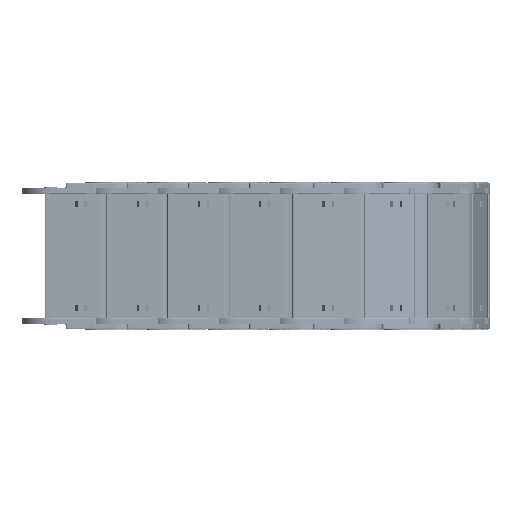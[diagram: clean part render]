
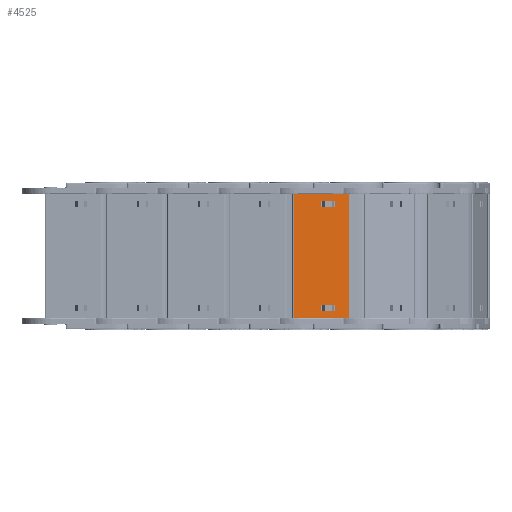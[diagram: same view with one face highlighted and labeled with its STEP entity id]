
A CAD part, front view. The second image highlights one B-rep face of the part: STEP entity #4525.
In plain terms, the highlighted face is planar.
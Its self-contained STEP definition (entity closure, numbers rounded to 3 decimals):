
#256 = CARTESIAN_POINT ( 'NONE',  ( -61.76, 143.654, 111.447 ) ) ;
#1794 = EDGE_LOOP ( 'NONE', ( #28133, #8760, #8673, #24369 ) ) ;
#1939 = EDGE_LOOP ( 'NONE', ( #14607, #6879, #3148, #30321 ) ) ;
#2649 = EDGE_CURVE ( 'NONE', #14027, #4435, #27087, .T. ) ;
#2938 = CARTESIAN_POINT ( 'NONE',  ( -61.76, 143.654, 117.747 ) ) ;
#3148 = ORIENTED_EDGE ( 'NONE', *, *, #2649, .F. ) ;
#3155 = DIRECTION ( 'NONE',  ( 0., 0., -1. ) ) ;
#3203 = VECTOR ( 'NONE', #10607, 1000. ) ;
#3370 = VECTOR ( 'NONE', #12530, 1000. ) ;
#3465 = EDGE_CURVE ( 'NONE', #30846, #9940, #27058, .T. ) ;
#4364 = FACE_OUTER_BOUND ( 'NONE', #1939, .T. ) ;
#4370 = DIRECTION ( 'NONE',  ( 0., 0., 1. ) ) ;
#4435 = VERTEX_POINT ( 'NONE', #8773 ) ;
#4525 = ADVANCED_FACE ( 'NONE', ( #29804, #4364, #25149 ), #26069, .F. ) ;
#5018 = CARTESIAN_POINT ( 'NONE',  ( -75.76, 143.654, 11.547 ) ) ;
#5974 = VECTOR ( 'NONE', #6339, 1000. ) ;
#6086 = CARTESIAN_POINT ( 'NONE',  ( -75.76, 143.654, 111.447 ) ) ;
#6337 = VECTOR ( 'NONE', #17064, 1000. ) ;
#6339 = DIRECTION ( 'NONE',  ( 0., 0., -1. ) ) ;
#6736 = CARTESIAN_POINT ( 'NONE',  ( -89.98, 143.654, -1.503 ) ) ;
#6879 = ORIENTED_EDGE ( 'NONE', *, *, #13065, .F. ) ;
#6988 = CARTESIAN_POINT ( 'NONE',  ( -58.76, 143.654, -1.503 ) ) ;
#7008 = AXIS2_PLACEMENT_3D ( 'NONE', #6988, #17897, #4370 ) ;
#7054 = VECTOR ( 'NONE', #30674, 1000. ) ;
#7152 = ORIENTED_EDGE ( 'NONE', *, *, #19952, .T. ) ;
#7292 = CARTESIAN_POINT ( 'NONE',  ( -75.76, 143.654, 11.547 ) ) ;
#7434 = VECTOR ( 'NONE', #3155, 1000. ) ;
#8001 = VECTOR ( 'NONE', #12213, 1000. ) ;
#8286 = LINE ( 'NONE', #6086, #7434 ) ;
#8514 = DIRECTION ( 'NONE',  ( 0., 0., 1. ) ) ;
#8673 = ORIENTED_EDGE ( 'NONE', *, *, #16874, .F. ) ;
#8742 = VERTEX_POINT ( 'NONE', #7292 ) ;
#8760 = ORIENTED_EDGE ( 'NONE', *, *, #12769, .F. ) ;
#8766 = CARTESIAN_POINT ( 'NONE',  ( -61.76, 143.654, 111.447 ) ) ;
#8773 = CARTESIAN_POINT ( 'NONE',  ( -89.98, 143.654, 124.497 ) ) ;
#9038 = CARTESIAN_POINT ( 'NONE',  ( -33.78, 143.654, -1.503 ) ) ;
#9182 = EDGE_CURVE ( 'NONE', #23267, #9523, #27506, .T. ) ;
#9321 = VECTOR ( 'NONE', #17435, 1000. ) ;
#9330 = CARTESIAN_POINT ( 'NONE',  ( -33.78, 143.654, 124.497 ) ) ;
#9523 = VERTEX_POINT ( 'NONE', #2938 ) ;
#9940 = VERTEX_POINT ( 'NONE', #9330 ) ;
#10087 = VECTOR ( 'NONE', #31945, 1000. ) ;
#10549 = LINE ( 'NONE', #17888, #3370 ) ;
#10607 = DIRECTION ( 'NONE',  ( 1., 0., 0. ) ) ;
#10963 = VECTOR ( 'NONE', #8514, 1000. ) ;
#11824 = VERTEX_POINT ( 'NONE', #17128 ) ;
#12213 = DIRECTION ( 'NONE',  ( 0., 0., 1. ) ) ;
#12530 = DIRECTION ( 'NONE',  ( -1., 0., 0. ) ) ;
#12769 = EDGE_CURVE ( 'NONE', #27086, #21838, #8286, .T. ) ;
#13065 = EDGE_CURVE ( 'NONE', #4435, #9940, #24823, .T. ) ;
#14027 = VERTEX_POINT ( 'NONE', #6736 ) ;
#14607 = ORIENTED_EDGE ( 'NONE', *, *, #3465, .T. ) ;
#15096 = VECTOR ( 'NONE', #27510, 1000. ) ;
#15802 = DIRECTION ( 'NONE',  ( 0., 0., 1. ) ) ;
#15944 = EDGE_LOOP ( 'NONE', ( #7152, #23744, #18452, #27281 ) ) ;
#16770 = EDGE_CURVE ( 'NONE', #21838, #23267, #22874, .T. ) ;
#16874 = EDGE_CURVE ( 'NONE', #9523, #27086, #10549, .T. ) ;
#17064 = DIRECTION ( 'NONE',  ( 1., 0., 0. ) ) ;
#17128 = CARTESIAN_POINT ( 'NONE',  ( -75.76, 143.654, 5.247 ) ) ;
#17435 = DIRECTION ( 'NONE',  ( 1., 0., 0. ) ) ;
#17888 = CARTESIAN_POINT ( 'NONE',  ( -61.76, 143.654, 117.747 ) ) ;
#17897 = DIRECTION ( 'NONE',  ( 0., 1., 0. ) ) ;
#18061 = VERTEX_POINT ( 'NONE', #18481 ) ;
#18452 = ORIENTED_EDGE ( 'NONE', *, *, #32501, .T. ) ;
#18481 = CARTESIAN_POINT ( 'NONE',  ( -61.76, 143.654, 11.547 ) ) ;
#18570 = CARTESIAN_POINT ( 'NONE',  ( -58.76, 143.654, 124.497 ) ) ;
#19245 = VECTOR ( 'NONE', #15802, 1000. ) ;
#19952 = EDGE_CURVE ( 'NONE', #8742, #18061, #20617, .T. ) ;
#19998 = LINE ( 'NONE', #22457, #5974 ) ;
#20617 = LINE ( 'NONE', #28070, #7054 ) ;
#20936 = CARTESIAN_POINT ( 'NONE',  ( -33.78, 143.654, -83.122 ) ) ;
#21838 = VERTEX_POINT ( 'NONE', #33214 ) ;
#22110 = CARTESIAN_POINT ( 'NONE',  ( -61.76, 143.654, 111.447 ) ) ;
#22123 = EDGE_CURVE ( 'NONE', #11824, #8742, #27701, .T. ) ;
#22457 = CARTESIAN_POINT ( 'NONE',  ( -61.76, 143.654, 11.547 ) ) ;
#22874 = LINE ( 'NONE', #8766, #6337 ) ;
#23004 = CARTESIAN_POINT ( 'NONE',  ( -89.98, 143.654, -83.122 ) ) ;
#23267 = VERTEX_POINT ( 'NONE', #22110 ) ;
#23744 = ORIENTED_EDGE ( 'NONE', *, *, #25306, .T. ) ;
#24369 = ORIENTED_EDGE ( 'NONE', *, *, #9182, .F. ) ;
#24786 = CARTESIAN_POINT ( 'NONE',  ( -61.76, 143.654, 5.247 ) ) ;
#24823 = LINE ( 'NONE', #18570, #3203 ) ;
#25149 = FACE_BOUND ( 'NONE', #1794, .T. ) ;
#25306 = EDGE_CURVE ( 'NONE', #18061, #34047, #19998, .T. ) ;
#26069 = PLANE ( 'NONE',  #7008 ) ;
#26095 = CARTESIAN_POINT ( 'NONE',  ( -75.76, 143.654, 117.747 ) ) ;
#26110 = LINE ( 'NONE', #24786, #15096 ) ;
#26717 = LINE ( 'NONE', #33619, #9321 ) ;
#27058 = LINE ( 'NONE', #20936, #10087 ) ;
#27086 = VERTEX_POINT ( 'NONE', #26095 ) ;
#27087 = LINE ( 'NONE', #23004, #8001 ) ;
#27281 = ORIENTED_EDGE ( 'NONE', *, *, #22123, .T. ) ;
#27506 = LINE ( 'NONE', #256, #10963 ) ;
#27510 = DIRECTION ( 'NONE',  ( -1., 0., 0. ) ) ;
#27701 = LINE ( 'NONE', #5018, #19245 ) ;
#28070 = CARTESIAN_POINT ( 'NONE',  ( -61.76, 143.654, 11.547 ) ) ;
#28133 = ORIENTED_EDGE ( 'NONE', *, *, #16770, .F. ) ;
#28881 = EDGE_CURVE ( 'NONE', #14027, #30846, #26717, .T. ) ;
#29804 = FACE_BOUND ( 'NONE', #15944, .T. ) ;
#30321 = ORIENTED_EDGE ( 'NONE', *, *, #28881, .T. ) ;
#30440 = CARTESIAN_POINT ( 'NONE',  ( -61.76, 143.654, 5.247 ) ) ;
#30674 = DIRECTION ( 'NONE',  ( 1., 0., 0. ) ) ;
#30846 = VERTEX_POINT ( 'NONE', #9038 ) ;
#31945 = DIRECTION ( 'NONE',  ( 0., 0., 1. ) ) ;
#32501 = EDGE_CURVE ( 'NONE', #34047, #11824, #26110, .T. ) ;
#33214 = CARTESIAN_POINT ( 'NONE',  ( -75.76, 143.654, 111.447 ) ) ;
#33619 = CARTESIAN_POINT ( 'NONE',  ( -58.76, 143.654, -1.503 ) ) ;
#34047 = VERTEX_POINT ( 'NONE', #30440 ) ;
